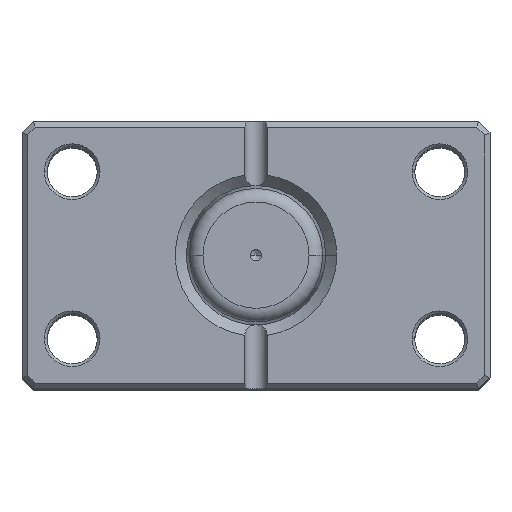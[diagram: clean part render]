
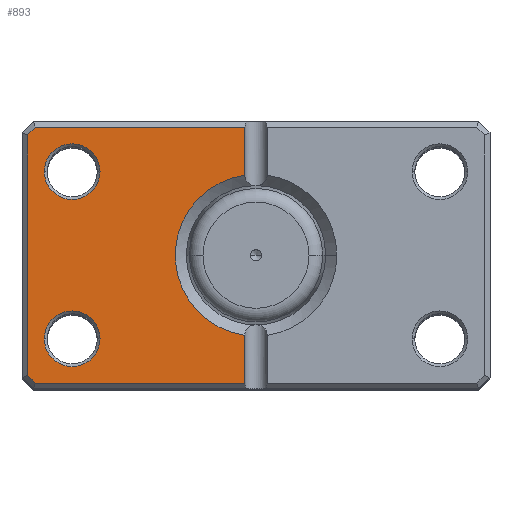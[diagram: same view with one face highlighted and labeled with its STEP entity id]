
A CAD part, top view. The second image highlights one B-rep face of the part: STEP entity #893.
In plain terms, the highlighted face is planar.
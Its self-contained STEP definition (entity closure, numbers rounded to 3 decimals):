
#13 = FACE_BOUND ( 'NONE', #3070, .T. ) ;
#46 = CARTESIAN_POINT ( 'NONE',  ( 2., -14.361, 0. ) ) ;
#124 = DIRECTION ( 'NONE',  ( 0., 0., 1. ) ) ;
#128 = VERTEX_POINT ( 'NONE', #285 ) ;
#206 = CARTESIAN_POINT ( 'NONE',  ( 39.586, -23., 0. ) ) ;
#241 = CARTESIAN_POINT ( 'NONE',  ( 0., 0., 0. ) ) ;
#273 = CARTESIAN_POINT ( 'NONE',  ( 0., 0., 0. ) ) ;
#285 = CARTESIAN_POINT ( 'NONE',  ( 2., 14.361, 0. ) ) ;
#435 = CARTESIAN_POINT ( 'NONE',  ( 38., 15., 0. ) ) ;
#514 = ORIENTED_EDGE ( 'NONE', *, *, #3618, .T. ) ;
#556 = CIRCLE ( 'NONE', #4236, 14.5 ) ;
#638 = EDGE_CURVE ( 'NONE', #2123, #5882, #2533, .T. ) ;
#680 = CARTESIAN_POINT ( 'NONE',  ( 41., -21.586, 0. ) ) ;
#695 = CARTESIAN_POINT ( 'NONE',  ( 0., -23., 0. ) ) ;
#726 = VECTOR ( 'NONE', #3891, 1000. ) ;
#728 = VERTEX_POINT ( 'NONE', #939 ) ;
#751 = DIRECTION ( 'NONE',  ( 1., 0., 0. ) ) ;
#821 = CARTESIAN_POINT ( 'NONE',  ( 39.586, 23., 0. ) ) ;
#853 = AXIS2_PLACEMENT_3D ( 'NONE', #2952, #124, #3416 ) ;
#866 = CARTESIAN_POINT ( 'NONE',  ( 31.293, -31.293, 0. ) ) ;
#893 = ADVANCED_FACE ( 'NONE', ( #13, #3749, #2400 ), #2567, .F. ) ;
#939 = CARTESIAN_POINT ( 'NONE',  ( 2., 23., 0. ) ) ;
#1102 = LINE ( 'NONE', #866, #1256 ) ;
#1205 = EDGE_CURVE ( 'NONE', #1421, #3717, #5052, .T. ) ;
#1256 = VECTOR ( 'NONE', #4074, 1000. ) ;
#1268 = EDGE_CURVE ( 'NONE', #5079, #5523, #5568, .T. ) ;
#1280 = VERTEX_POINT ( 'NONE', #46 ) ;
#1421 = VERTEX_POINT ( 'NONE', #435 ) ;
#1502 = VECTOR ( 'NONE', #5452, 1000. ) ;
#1513 = EDGE_CURVE ( 'NONE', #728, #3205, #2002, .T. ) ;
#1535 = ORIENTED_EDGE ( 'NONE', *, *, #1205, .T. ) ;
#1669 = DIRECTION ( 'NONE',  ( 0., 0., 1. ) ) ;
#1769 = DIRECTION ( 'NONE',  ( 0., 0., 1. ) ) ;
#1808 = ORIENTED_EDGE ( 'NONE', *, *, #1268, .T. ) ;
#1906 = CARTESIAN_POINT ( 'NONE',  ( 33., 15., 0. ) ) ;
#1926 = DIRECTION ( 'NONE',  ( 0., 0., 1. ) ) ;
#1929 = CARTESIAN_POINT ( 'NONE',  ( 28., 15., 0. ) ) ;
#1968 = AXIS2_PLACEMENT_3D ( 'NONE', #1906, #1926, #2191 ) ;
#2002 = LINE ( 'NONE', #3708, #726 ) ;
#2010 = EDGE_CURVE ( 'NONE', #3838, #1280, #3890, .T. ) ;
#2053 = CARTESIAN_POINT ( 'NONE',  ( 2., 24., 0. ) ) ;
#2123 = VERTEX_POINT ( 'NONE', #4111 ) ;
#2191 = DIRECTION ( 'NONE',  ( 1., 0., 0. ) ) ;
#2236 = CARTESIAN_POINT ( 'NONE',  ( 2., 24., 0. ) ) ;
#2240 = CARTESIAN_POINT ( 'NONE',  ( 41., 21.586, 0. ) ) ;
#2271 = CARTESIAN_POINT ( 'NONE',  ( 31.293, 31.293, 0. ) ) ;
#2290 = DIRECTION ( 'NONE',  ( 0.707, -0.707, 0. ) ) ;
#2316 = LINE ( 'NONE', #2271, #5697 ) ;
#2393 = AXIS2_PLACEMENT_3D ( 'NONE', #5846, #1669, #4838 ) ;
#2400 = FACE_OUTER_BOUND ( 'NONE', #2496, .T. ) ;
#2496 = EDGE_LOOP ( 'NONE', ( #2724, #5181, #2878, #4078, #514, #1808, #5429, #4758 ) ) ;
#2533 = CIRCLE ( 'NONE', #2393, 5. ) ;
#2567 = PLANE ( 'NONE',  #4563 ) ;
#2568 = ORIENTED_EDGE ( 'NONE', *, *, #4564, .T. ) ;
#2648 = EDGE_LOOP ( 'NONE', ( #5026, #1535 ) ) ;
#2665 = DIRECTION ( 'NONE',  ( 1., 0., 0. ) ) ;
#2686 = DIRECTION ( 'NONE',  ( 0., 0., 1. ) ) ;
#2722 = VECTOR ( 'NONE', #5199, 1000. ) ;
#2724 = ORIENTED_EDGE ( 'NONE', *, *, #2010, .T. ) ;
#2878 = ORIENTED_EDGE ( 'NONE', *, *, #6047, .T. ) ;
#2884 = EDGE_CURVE ( 'NONE', #3717, #1421, #2983, .T. ) ;
#2952 = CARTESIAN_POINT ( 'NONE',  ( 33., 15., 0. ) ) ;
#2983 = CIRCLE ( 'NONE', #853, 5. ) ;
#3069 = EDGE_CURVE ( 'NONE', #1280, #128, #556, .T. ) ;
#3070 = EDGE_LOOP ( 'NONE', ( #2568, #3788 ) ) ;
#3205 = VERTEX_POINT ( 'NONE', #821 ) ;
#3214 = AXIS2_PLACEMENT_3D ( 'NONE', #4493, #1769, #4965 ) ;
#3416 = DIRECTION ( 'NONE',  ( 1., 0., 0. ) ) ;
#3528 = DIRECTION ( 'NONE',  ( 0., 0., 1. ) ) ;
#3589 = EDGE_CURVE ( 'NONE', #5523, #4928, #1102, .T. ) ;
#3618 = EDGE_CURVE ( 'NONE', #3205, #5079, #2316, .T. ) ;
#3653 = LINE ( 'NONE', #2053, #2722 ) ;
#3695 = CARTESIAN_POINT ( 'NONE',  ( 28., -15., 0. ) ) ;
#3708 = CARTESIAN_POINT ( 'NONE',  ( 0., 23., 0. ) ) ;
#3717 = VERTEX_POINT ( 'NONE', #1929 ) ;
#3749 = FACE_BOUND ( 'NONE', #2648, .T. ) ;
#3788 = ORIENTED_EDGE ( 'NONE', *, *, #638, .T. ) ;
#3838 = VERTEX_POINT ( 'NONE', #5690 ) ;
#3890 = LINE ( 'NONE', #2236, #1502 ) ;
#3891 = DIRECTION ( 'NONE',  ( 1., 0., 0. ) ) ;
#4074 = DIRECTION ( 'NONE',  ( -0.707, -0.707, 0. ) ) ;
#4078 = ORIENTED_EDGE ( 'NONE', *, *, #1513, .T. ) ;
#4111 = CARTESIAN_POINT ( 'NONE',  ( 38., -15., 0. ) ) ;
#4236 = AXIS2_PLACEMENT_3D ( 'NONE', #241, #3528, #751 ) ;
#4304 = VECTOR ( 'NONE', #4391, 1000. ) ;
#4321 = VECTOR ( 'NONE', #6061, 1000. ) ;
#4391 = DIRECTION ( 'NONE',  ( -1., 0., 0. ) ) ;
#4493 = CARTESIAN_POINT ( 'NONE',  ( 33., -15., 0. ) ) ;
#4563 = AXIS2_PLACEMENT_3D ( 'NONE', #273, #2686, #2665 ) ;
#4564 = EDGE_CURVE ( 'NONE', #5882, #2123, #5251, .T. ) ;
#4758 = ORIENTED_EDGE ( 'NONE', *, *, #5643, .T. ) ;
#4838 = DIRECTION ( 'NONE',  ( 1., 0., 0. ) ) ;
#4928 = VERTEX_POINT ( 'NONE', #206 ) ;
#4965 = DIRECTION ( 'NONE',  ( 1., 0., 0. ) ) ;
#5026 = ORIENTED_EDGE ( 'NONE', *, *, #2884, .T. ) ;
#5052 = CIRCLE ( 'NONE', #1968, 5. ) ;
#5079 = VERTEX_POINT ( 'NONE', #2240 ) ;
#5181 = ORIENTED_EDGE ( 'NONE', *, *, #3069, .T. ) ;
#5199 = DIRECTION ( 'NONE',  ( 0., 1., 0. ) ) ;
#5251 = CIRCLE ( 'NONE', #3214, 5. ) ;
#5429 = ORIENTED_EDGE ( 'NONE', *, *, #3589, .T. ) ;
#5452 = DIRECTION ( 'NONE',  ( 0., 1., 0. ) ) ;
#5523 = VERTEX_POINT ( 'NONE', #680 ) ;
#5551 = LINE ( 'NONE', #695, #4304 ) ;
#5568 = LINE ( 'NONE', #5647, #4321 ) ;
#5643 = EDGE_CURVE ( 'NONE', #4928, #3838, #5551, .T. ) ;
#5647 = CARTESIAN_POINT ( 'NONE',  ( 41., 0., 0. ) ) ;
#5690 = CARTESIAN_POINT ( 'NONE',  ( 2., -23., 0. ) ) ;
#5697 = VECTOR ( 'NONE', #2290, 1000. ) ;
#5846 = CARTESIAN_POINT ( 'NONE',  ( 33., -15., 0. ) ) ;
#5882 = VERTEX_POINT ( 'NONE', #3695 ) ;
#6047 = EDGE_CURVE ( 'NONE', #128, #728, #3653, .T. ) ;
#6061 = DIRECTION ( 'NONE',  ( 0., -1., 0. ) ) ;
